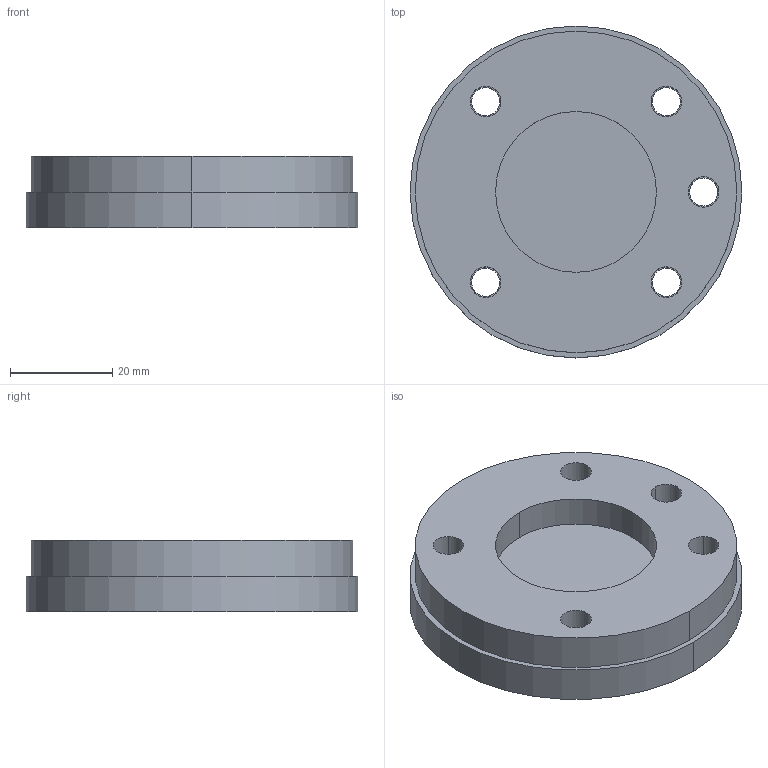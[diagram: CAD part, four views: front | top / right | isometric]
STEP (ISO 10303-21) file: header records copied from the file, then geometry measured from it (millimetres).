
FILE_DESCRIPTION((''), '1');
FILE_NAME('^13384 ', '2004-06-15T17:25:50+00:00', (''), (''), 'CATIA.STEP INTERFACE', 'CATIA SOLUTIONS V4 RELEASE 2.4 FR 4.2.4', '');
FILE_SCHEMA(('AUTOMOTIVE_DESIGN { 1 2 10303 214 0 1 1 1 }'));
Length unit declared in the file: millimetre
Products named in the file (1): *MASTER
Bounding box: 65 x 65 x 14 mm (x, y, z)
Volume: 38484.1 mm3; surface area: 11095.7 mm2
Topology: 1 solids, 1 shells, 35 faces, 79 edges, 60 vertices
Faces by surface type: cylinder 26, plane 9
Entity records: 1001 total; most frequent: DIRECTION 177, CARTESIAN_POINT 160, ORIENTED_EDGE 156, EDGE_CURVE 78, AXIS2_PLACEMENT_3D 75, VERTEX_POINT 52, CIRCLE 52, EDGE_LOOP 52
